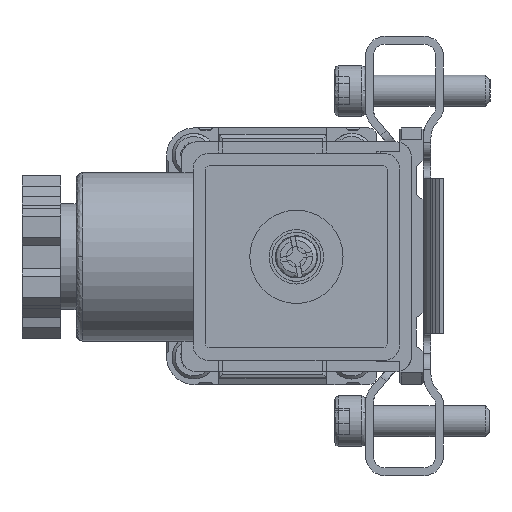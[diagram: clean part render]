
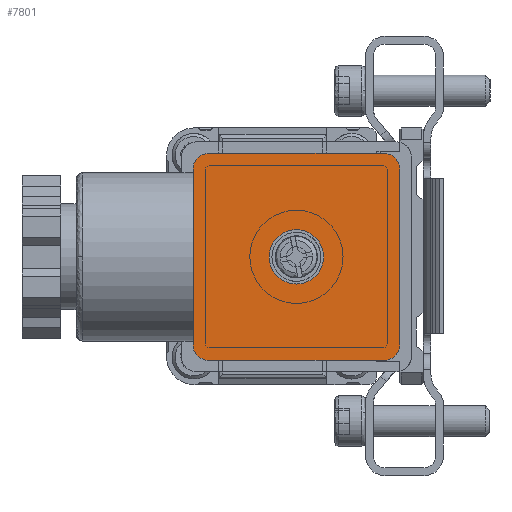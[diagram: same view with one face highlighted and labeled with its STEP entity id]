
A CAD part, left-side view. The second image highlights one B-rep face of the part: STEP entity #7801.
In plain terms, the highlighted planar face has unit normal (-1, 0, 0).
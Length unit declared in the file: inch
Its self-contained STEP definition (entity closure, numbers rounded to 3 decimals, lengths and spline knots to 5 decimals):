
#985 = CARTESIAN_POINT ( 'NONE',  ( -1.07087, 1.16535, 0.12282 ) ) ;
#1015 = AXIS2_PLACEMENT_3D ( 'NONE', #27096, #8282, #26948 ) ;
#1144 = ORIENTED_EDGE ( 'NONE', *, *, #6046, .F. ) ;
#1271 = AXIS2_PLACEMENT_3D ( 'NONE', #26579, #14293, #24408 ) ;
#1572 = VERTEX_POINT ( 'NONE', #30740 ) ;
#1834 = CARTESIAN_POINT ( 'NONE',  ( -1.07087, 1.08661, 0.20156 ) ) ;
#1977 = ORIENTED_EDGE ( 'NONE', *, *, #5430, .F. ) ;
#3058 = DIRECTION ( 'NONE',  ( 0., -1., 0. ) ) ;
#3119 = DIRECTION ( 'NONE',  ( 1., 0., 0. ) ) ;
#3217 = CARTESIAN_POINT ( 'NONE',  ( -1.07087, 0.19685, 1.09133 ) ) ;
#4527 = ORIENTED_EDGE ( 'NONE', *, *, #28768, .F. ) ;
#4962 = CARTESIAN_POINT ( 'NONE',  ( -1.07087, 1.16535, 0.12282 ) ) ;
#5430 = EDGE_CURVE ( 'NONE', #1572, #5924, #29034, .T. ) ;
#5433 = FACE_BOUND ( 'NONE', #15753, .T. ) ;
#5924 = VERTEX_POINT ( 'NONE', #7670 ) ;
#6046 = EDGE_CURVE ( 'NONE', #13284, #21007, #11409, .T. ) ;
#6505 = CARTESIAN_POINT ( 'NONE',  ( -1.07087, 0.11811, 0.12282 ) ) ;
#6863 = ORIENTED_EDGE ( 'NONE', *, *, #27650, .F. ) ;
#7237 = VERTEX_POINT ( 'NONE', #21550 ) ;
#7354 = AXIS2_PLACEMENT_3D ( 'NONE', #20555, #27231, #10758 ) ;
#7412 = ORIENTED_EDGE ( 'NONE', *, *, #23466, .F. ) ;
#7670 = CARTESIAN_POINT ( 'NONE',  ( -1.07087, 1.16535, 0.20156 ) ) ;
#7692 = DIRECTION ( 'NONE',  ( 1., 0., 0. ) ) ;
#7801 = ADVANCED_FACE ( 'NONE', ( #29043, #5433 ), #14902, .F. ) ;
#8282 = DIRECTION ( 'NONE',  ( 1., 0., 0. ) ) ;
#8942 = DIRECTION ( 'NONE',  ( 0., 1., 0. ) ) ;
#9102 = LINE ( 'NONE', #15941, #14265 ) ;
#9486 = ORIENTED_EDGE ( 'NONE', *, *, #23753, .F. ) ;
#10673 = VERTEX_POINT ( 'NONE', #18421 ) ;
#10758 = DIRECTION ( 'NONE',  ( 0., -1., 0. ) ) ;
#10827 = AXIS2_PLACEMENT_3D ( 'NONE', #3217, #7692, #3058 ) ;
#11409 = CIRCLE ( 'NONE', #1015, 0.07874 ) ;
#11718 = LINE ( 'NONE', #18880, #29280 ) ;
#11741 = EDGE_LOOP ( 'NONE', ( #27226, #1144, #6863, #29227, #15222, #7412, #4527, #1977 ) ) ;
#12023 = CARTESIAN_POINT ( 'NONE',  ( -1.07087, 1.08661, 1.17007 ) ) ;
#12508 = VERTEX_POINT ( 'NONE', #12023 ) ;
#13284 = VERTEX_POINT ( 'NONE', #19383 ) ;
#14265 = VECTOR ( 'NONE', #20320, 39.37008 ) ;
#14293 = DIRECTION ( 'NONE',  ( -1., 0., 0. ) ) ;
#14395 = VECTOR ( 'NONE', #20238, 39.37008 ) ;
#14902 = PLANE ( 'NONE',  #28457 ) ;
#15222 = ORIENTED_EDGE ( 'NONE', *, *, #18075, .F. ) ;
#15753 = EDGE_LOOP ( 'NONE', ( #9486 ) ) ;
#15941 = CARTESIAN_POINT ( 'NONE',  ( -1.07087, 1.16535, 1.17007 ) ) ;
#17246 = CIRCLE ( 'NONE', #10827, 0.07874 ) ;
#18075 = EDGE_CURVE ( 'NONE', #12508, #10673, #9102, .T. ) ;
#18145 = LINE ( 'NONE', #6505, #28239 ) ;
#18195 = EDGE_CURVE ( 'NONE', #10673, #24740, #17246, .T. ) ;
#18421 = CARTESIAN_POINT ( 'NONE',  ( -1.07087, 0.19685, 1.17007 ) ) ;
#18744 = DIRECTION ( 'NONE',  ( 0., -1., 0. ) ) ;
#18880 = CARTESIAN_POINT ( 'NONE',  ( -1.07087, 1.16535, 0.12282 ) ) ;
#19383 = CARTESIAN_POINT ( 'NONE',  ( -1.07087, 0.11811, 0.20156 ) ) ;
#20238 = DIRECTION ( 'NONE',  ( 0., 0., 1. ) ) ;
#20320 = DIRECTION ( 'NONE',  ( 0., -1., 0. ) ) ;
#20555 = CARTESIAN_POINT ( 'NONE',  ( -1.07087, 1.08661, 1.09133 ) ) ;
#20613 = AXIS2_PLACEMENT_3D ( 'NONE', #1834, #21244, #18744 ) ;
#20770 = CIRCLE ( 'NONE', #7354, 0.07874 ) ;
#21007 = VERTEX_POINT ( 'NONE', #29765 ) ;
#21244 = DIRECTION ( 'NONE',  ( 1., 0., 0. ) ) ;
#21550 = CARTESIAN_POINT ( 'NONE',  ( -1.07087, 0.64173, 0.50865 ) ) ;
#23466 = EDGE_CURVE ( 'NONE', #26464, #12508, #20770, .T. ) ;
#23753 = EDGE_CURVE ( 'NONE', #7237, #7237, #30046, .T. ) ;
#23919 = DIRECTION ( 'NONE',  ( 0., 0., 1. ) ) ;
#24408 = DIRECTION ( 'NONE',  ( 0., 0., -1. ) ) ;
#24740 = VERTEX_POINT ( 'NONE', #27541 ) ;
#26464 = VERTEX_POINT ( 'NONE', #28236 ) ;
#26579 = CARTESIAN_POINT ( 'NONE',  ( -1.07087, 0.64173, 0.64645 ) ) ;
#26948 = DIRECTION ( 'NONE',  ( 0., -1., 0. ) ) ;
#27096 = CARTESIAN_POINT ( 'NONE',  ( -1.07087, 0.19685, 0.20156 ) ) ;
#27226 = ORIENTED_EDGE ( 'NONE', *, *, #28277, .F. ) ;
#27231 = DIRECTION ( 'NONE',  ( 1., 0., 0. ) ) ;
#27541 = CARTESIAN_POINT ( 'NONE',  ( -1.07087, 0.11811, 1.09133 ) ) ;
#27636 = DIRECTION ( 'NONE',  ( 0., 0., -1. ) ) ;
#27650 = EDGE_CURVE ( 'NONE', #24740, #13284, #18145, .T. ) ;
#28236 = CARTESIAN_POINT ( 'NONE',  ( -1.07087, 1.16535, 1.09133 ) ) ;
#28239 = VECTOR ( 'NONE', #27636, 39.37008 ) ;
#28277 = EDGE_CURVE ( 'NONE', #21007, #1572, #11718, .T. ) ;
#28457 = AXIS2_PLACEMENT_3D ( 'NONE', #4962, #3119, #23919 ) ;
#28768 = EDGE_CURVE ( 'NONE', #5924, #26464, #30011, .T. ) ;
#29034 = CIRCLE ( 'NONE', #20613, 0.07874 ) ;
#29043 = FACE_OUTER_BOUND ( 'NONE', #11741, .T. ) ;
#29227 = ORIENTED_EDGE ( 'NONE', *, *, #18195, .F. ) ;
#29280 = VECTOR ( 'NONE', #8942, 39.37008 ) ;
#29765 = CARTESIAN_POINT ( 'NONE',  ( -1.07087, 0.19685, 0.12282 ) ) ;
#30011 = LINE ( 'NONE', #985, #14395 ) ;
#30046 = CIRCLE ( 'NONE', #1271, 0.1378 ) ;
#30740 = CARTESIAN_POINT ( 'NONE',  ( -1.07087, 1.08661, 0.12282 ) ) ;
